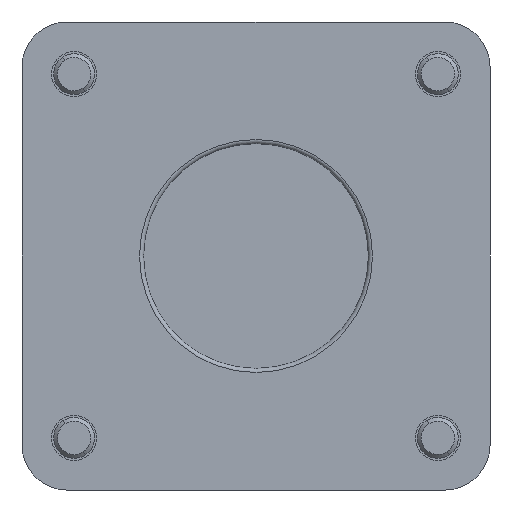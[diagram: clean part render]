
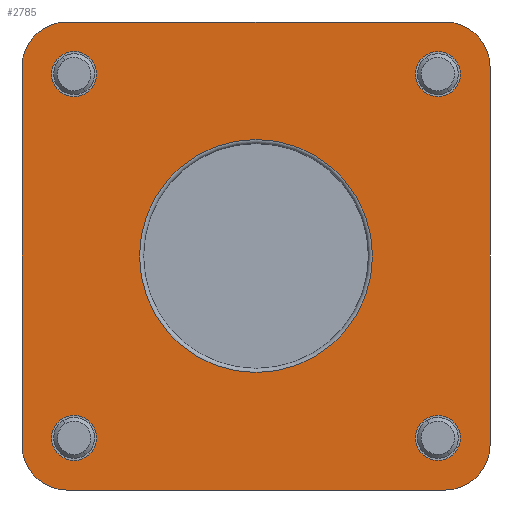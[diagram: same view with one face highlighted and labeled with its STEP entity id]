
A CAD part, front view. The second image highlights one B-rep face of the part: STEP entity #2785.
In plain terms, the highlighted planar face has unit normal (0, -1, 0).
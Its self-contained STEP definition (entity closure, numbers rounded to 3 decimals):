
#245=PLANE('',#3003);
#336=VECTOR('',#3473,1.);
#337=VECTOR('',#3476,1.);
#338=VECTOR('',#3479,1.);
#339=VECTOR('',#3482,1.);
#514=LINE('',#5245,#336);
#515=LINE('',#5250,#337);
#516=LINE('',#5254,#338);
#517=LINE('',#5258,#339);
#730=VERTEX_POINT('',#5240);
#732=VERTEX_POINT('',#5246);
#733=VERTEX_POINT('',#5247);
#734=VERTEX_POINT('',#5249);
#735=VERTEX_POINT('',#5251);
#736=VERTEX_POINT('',#5253);
#737=VERTEX_POINT('',#5255);
#738=VERTEX_POINT('',#5257);
#739=VERTEX_POINT('',#5259);
#740=VERTEX_POINT('',#5262);
#741=VERTEX_POINT('',#5264);
#742=VERTEX_POINT('',#5266);
#743=VERTEX_POINT('',#5268);
#952=CIRCLE('',#3000,28.5);
#954=CIRCLE('',#3004,11.);
#955=CIRCLE('',#3005,11.);
#956=CIRCLE('',#3006,11.);
#957=CIRCLE('',#3007,11.);
#958=CIRCLE('',#3008,5.5);
#959=CIRCLE('',#3009,5.5);
#960=CIRCLE('',#3010,5.5);
#961=CIRCLE('',#3011,5.5);
#1200=EDGE_CURVE('',#730,#730,#952,.T.);
#1202=EDGE_CURVE('',#732,#733,#514,.T.);
#1203=EDGE_CURVE('',#734,#732,#954,.T.);
#1204=EDGE_CURVE('',#735,#734,#515,.T.);
#1205=EDGE_CURVE('',#736,#735,#955,.T.);
#1206=EDGE_CURVE('',#737,#736,#516,.T.);
#1207=EDGE_CURVE('',#738,#737,#956,.T.);
#1208=EDGE_CURVE('',#739,#738,#517,.T.);
#1209=EDGE_CURVE('',#733,#739,#957,.T.);
#1210=EDGE_CURVE('',#740,#740,#958,.T.);
#1211=EDGE_CURVE('',#741,#741,#959,.T.);
#1212=EDGE_CURVE('',#742,#742,#960,.T.);
#1213=EDGE_CURVE('',#743,#743,#961,.T.);
#1625=ORIENTED_EDGE('',*,*,#1202,.F.);
#1626=ORIENTED_EDGE('',*,*,#1203,.F.);
#1627=ORIENTED_EDGE('',*,*,#1204,.F.);
#1628=ORIENTED_EDGE('',*,*,#1205,.F.);
#1629=ORIENTED_EDGE('',*,*,#1206,.F.);
#1630=ORIENTED_EDGE('',*,*,#1207,.F.);
#1631=ORIENTED_EDGE('',*,*,#1208,.F.);
#1632=ORIENTED_EDGE('',*,*,#1209,.F.);
#1633=ORIENTED_EDGE('',*,*,#1210,.T.);
#1634=ORIENTED_EDGE('',*,*,#1211,.T.);
#1635=ORIENTED_EDGE('',*,*,#1212,.T.);
#1636=ORIENTED_EDGE('',*,*,#1213,.T.);
#1637=ORIENTED_EDGE('',*,*,#1200,.F.);
#2326=EDGE_LOOP('',(#1625,#1626,#1627,#1628,#1629,#1630,#1631,#1632));
#2327=EDGE_LOOP('',(#1633));
#2328=EDGE_LOOP('',(#1634));
#2329=EDGE_LOOP('',(#1635));
#2330=EDGE_LOOP('',(#1636));
#2331=EDGE_LOOP('',(#1637));
#2559=FACE_BOUND('',#2326,.T.);
#2560=FACE_BOUND('',#2327,.T.);
#2561=FACE_BOUND('',#2328,.T.);
#2562=FACE_BOUND('',#2329,.T.);
#2563=FACE_BOUND('',#2330,.T.);
#2564=FACE_BOUND('',#2331,.T.);
#2785=ADVANCED_FACE('',(#2559,#2560,#2561,#2562,#2563,#2564),#245,.F.);
#3000=AXIS2_PLACEMENT_3D('',#5239,#3466,#3467);
#3003=AXIS2_PLACEMENT_3D('',#5244,#3472,$);
#3004=AXIS2_PLACEMENT_3D('',#5248,#3474,#3475);
#3005=AXIS2_PLACEMENT_3D('',#5252,#3477,#3478);
#3006=AXIS2_PLACEMENT_3D('',#5256,#3480,#3481);
#3007=AXIS2_PLACEMENT_3D('',#5260,#3483,#3484);
#3008=AXIS2_PLACEMENT_3D('',#5261,#3485,#3486);
#3009=AXIS2_PLACEMENT_3D('',#5263,#3487,#3488);
#3010=AXIS2_PLACEMENT_3D('',#5265,#3489,#3490);
#3011=AXIS2_PLACEMENT_3D('',#5267,#3491,#3492);
#3466=DIRECTION('',(0.,-1.,0.));
#3467=DIRECTION('',(-28.5,0.,0.));
#3472=DIRECTION('',(0.,1.,0.));
#3473=DIRECTION('',(0.,0.,1.));
#3474=DIRECTION('',(0.,1.,0.));
#3475=DIRECTION('',(11.,0.,0.));
#3476=DIRECTION('',(-1.,0.,0.));
#3477=DIRECTION('',(0.,1.,0.));
#3478=DIRECTION('',(11.,0.,0.));
#3479=DIRECTION('',(0.,0.,-1.));
#3480=DIRECTION('',(0.,1.,0.));
#3481=DIRECTION('',(11.,0.,0.));
#3482=DIRECTION('',(1.,0.,0.));
#3483=DIRECTION('',(0.,1.,0.));
#3484=DIRECTION('',(11.,0.,0.));
#3485=DIRECTION('',(0.,1.,0.));
#3486=DIRECTION('',(5.5,0.,0.));
#3487=DIRECTION('',(0.,1.,0.));
#3488=DIRECTION('',(5.5,0.,0.));
#3489=DIRECTION('',(0.,1.,0.));
#3490=DIRECTION('',(5.5,0.,0.));
#3491=DIRECTION('',(0.,1.,0.));
#3492=DIRECTION('',(5.5,0.,0.));
#5239=CARTESIAN_POINT('',(0.,0.,0.));
#5240=CARTESIAN_POINT('',(28.5,0.,0.));
#5244=CARTESIAN_POINT('',(0.,0.,0.));
#5245=CARTESIAN_POINT('',(-57.25,0.,-46.25));
#5246=CARTESIAN_POINT('',(-57.25,0.,-46.25));
#5247=CARTESIAN_POINT('',(-57.25,0.,46.25));
#5248=CARTESIAN_POINT('',(-46.25,0.,-46.25));
#5249=CARTESIAN_POINT('',(-46.25,0.,-57.25));
#5250=CARTESIAN_POINT('',(46.25,0.,-57.25));
#5251=CARTESIAN_POINT('',(46.25,0.,-57.25));
#5252=CARTESIAN_POINT('',(46.25,0.,-46.25));
#5253=CARTESIAN_POINT('',(57.25,0.,-46.25));
#5254=CARTESIAN_POINT('',(57.25,0.,46.25));
#5255=CARTESIAN_POINT('',(57.25,0.,46.25));
#5256=CARTESIAN_POINT('',(46.25,0.,46.25));
#5257=CARTESIAN_POINT('',(46.25,0.,57.25));
#5258=CARTESIAN_POINT('',(-46.25,0.,57.25));
#5259=CARTESIAN_POINT('',(-46.25,0.,57.25));
#5260=CARTESIAN_POINT('',(-46.25,0.,46.25));
#5261=CARTESIAN_POINT('',(-44.5,0.,-44.5));
#5262=CARTESIAN_POINT('',(-50.,0.,-44.5));
#5263=CARTESIAN_POINT('',(44.5,0.,-44.5));
#5264=CARTESIAN_POINT('',(39.,0.,-44.5));
#5265=CARTESIAN_POINT('',(-44.5,0.,44.5));
#5266=CARTESIAN_POINT('',(-50.,0.,44.5));
#5267=CARTESIAN_POINT('',(44.5,0.,44.5));
#5268=CARTESIAN_POINT('',(39.,0.,44.5));
